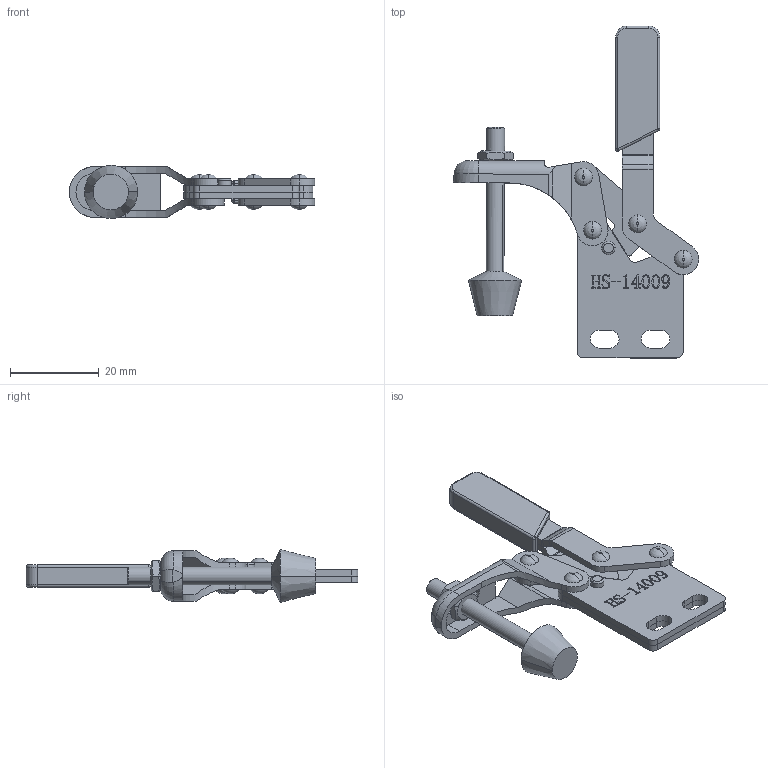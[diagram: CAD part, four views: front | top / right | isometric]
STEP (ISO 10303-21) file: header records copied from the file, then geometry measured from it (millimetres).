
FILE_DESCRIPTION (( 'STEP AP203' ), '1' );
FILE_NAME ('HS-14009 .STEP', '2019-10-14T06:55:30', ( '微软用户' ), ( '微软中国' ), 'SwSTEP 2.0', 'SolidWorks 2012', '' );
FILE_SCHEMA (( 'CONFIG_CONTROL_DESIGN' ));
Products named in the file (12): HS-14009 ; hexagon head bolts-full thread gb_GB_FASTENER_BOLT_STBAB A M4X35-C; hex thin nuts-grades ab-chamfered gb_GB_FASTENER_NUT_STNAB M4-N; 眻菁釱; 揤輸; 揤參; 种; 忒梟酘; 忒梟衵; 忒參; 蟀裝
Assembly tree (16 placements, depth 2):
  HS-14009 
    眻菁釱
    蟀裝  x2
    忒參
    忒梟衵
    忒梟酘
    种  x4
    揤參
    揤輸
    眻菁釱
    hex thin nuts-grades ab-chamfered gb_GB_FASTENER_NUT_STNAB M4-N  x2
    hexagon head bolts-full thread gb_GB_FASTENER_BOLT_STBAB A M4X35-C
Bounding box: 55.45 x 75 x 12 mm (x, y, z)
Volume: 6633 mm3; surface area: 9650 mm2
Topology: 16 solids, 16 shells, 834 faces, 2163 edges, 1409 vertices
Faces by surface type: plane 440, bspline 185, cylinder 147, cone 30, torus 26, sphere 6
Entity records: 34432 total; most frequent: CARTESIAN_POINT 15070, ORIENTED_EDGE 4040, DIRECTION 3108, EDGE_CURVE 2020, VERTEX_POINT 1319, VECTOR 1298, LINE 1298, AXIS2_PLACEMENT_3D 905
